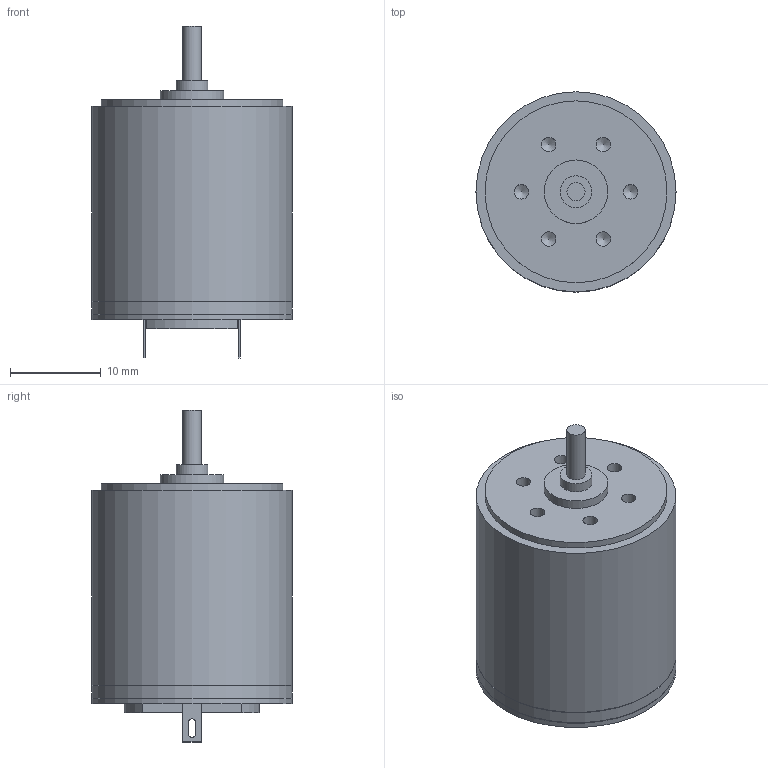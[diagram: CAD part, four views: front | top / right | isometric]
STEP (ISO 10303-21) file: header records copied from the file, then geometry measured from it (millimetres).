
FILE_DESCRIPTION(/* description */ (''),/* implementation_level */ '2;1');
FILE_NAME(/* name */ '2224USR.stp',/* time_stamp */ '2011-12-21T23:09:14+06:00',/* author */ (''),/* organization */ (''),/* preprocessor_version */ 'ST-DEVELOPER v11',/* originating_system */ 'SIEMENS PLM Software NX 7.5',/* authorisation */ '');
FILE_SCHEMA (('CONFIG_CONTROL_DESIGN'));
Length unit declared in the file: millimetre
Products named in the file (1): 2224USR
Bounding box: 22 x 22 x 36.5 mm (x, y, z)
Volume: 9302 mm3; surface area: 2723.9 mm2
Topology: 1 solids, 1 shells, 52 faces, 123 edges, 80 vertices
Faces by surface type: plane 23, cylinder 19, cone 10
Full cylindrical faces by diameter (mm): 1.6 x6, 2 x1, 3.5 x1, 7 x1, 20 x1, 22 x3
Entity records: 1394 total; most frequent: DIRECTION 234, CARTESIAN_POINT 215, ORIENTED_EDGE 176, AXIS2_PLACEMENT_3D 93, EDGE_CURVE 88, EDGE_LOOP 86, VERTEX_POINT 74, FACE_BOUND 72
